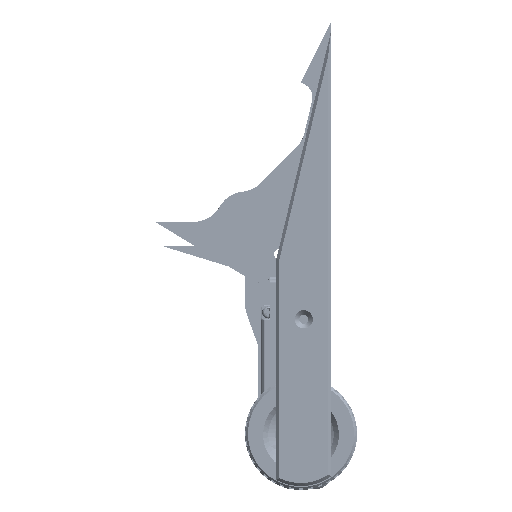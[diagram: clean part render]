
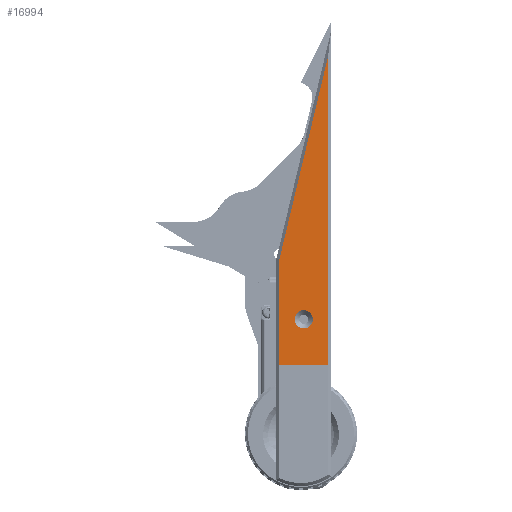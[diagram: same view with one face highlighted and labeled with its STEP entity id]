
A CAD part, left-side view. The second image highlights one B-rep face of the part: STEP entity #16994.
In plain terms, the highlighted free-form (B-spline) face has degree [1, 1] with [2, 2] control points.
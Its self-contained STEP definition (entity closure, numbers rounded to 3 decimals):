
#16235 = VERTEX_POINT('',#16236);
#16236 = CARTESIAN_POINT('',(-127.434,6.425,
    0.));
#16254 = EDGE_CURVE('',#16235,#16235,#16255,.T.);
#16255 = ( BOUNDED_CURVE() B_SPLINE_CURVE(2,(#16256,#16257,#16258,#16259
    ,#16260,#16261,#16262),.UNSPECIFIED.,.T.,.F.) 
B_SPLINE_CURVE_WITH_KNOTS((3,2,2,3),(3.142,5.236,
7.33,9.425),.PIECEWISE_BEZIER_KNOTS.) CURVE() 
GEOMETRIC_REPRESENTATION_ITEM() RATIONAL_B_SPLINE_CURVE((1.,0.5,1.,0.5,
1.,0.5,1.)) REPRESENTATION_ITEM('') );
#16256 = CARTESIAN_POINT('',(-127.434,6.425,
    0.));
#16257 = CARTESIAN_POINT('',(-127.434,6.425,
    5.564));
#16258 = CARTESIAN_POINT('',(-127.434,11.244,
    2.782));
#16259 = CARTESIAN_POINT('',(-127.434,16.063,
    0.));
#16260 = CARTESIAN_POINT('',(-127.434,11.244,
    -2.782));
#16261 = CARTESIAN_POINT('',(-127.434,6.425,
    -5.564));
#16262 = CARTESIAN_POINT('',(-127.434,6.425,
    0.));
#16819 = VERTEX_POINT('',#16820);
#16820 = CARTESIAN_POINT('',(-127.434,1.071,
    -16.063));
#16891 = VERTEX_POINT('',#16892);
#16892 = CARTESIAN_POINT('',(-127.434,18.205,
    -16.063));
#16911 = EDGE_CURVE('',#16912,#16891,#16914,.T.);
#16912 = VERTEX_POINT('',#16913);
#16913 = CARTESIAN_POINT('',(-127.434,18.205,
    21.291));
#16914 = B_SPLINE_CURVE_WITH_KNOTS('',1,(#16915,#16916),.UNSPECIFIED.,
  .F.,.F.,(2,2),(-17.382,17.5),
  .PIECEWISE_BEZIER_KNOTS.);
#16915 = CARTESIAN_POINT('',(-127.434,18.205,
    21.291));
#16916 = CARTESIAN_POINT('',(-127.434,18.205,
    -16.063));
#16932 = EDGE_CURVE('',#16933,#16912,#16935,.T.);
#16933 = VERTEX_POINT('',#16934);
#16934 = CARTESIAN_POINT('',(-127.434,1.071,
    92.682));
#16935 = B_SPLINE_CURVE_WITH_KNOTS('',1,(#16936,#16937),.UNSPECIFIED.,
  .F.,.F.,(2,2),(-85.695,-17.135),
  .PIECEWISE_BEZIER_KNOTS.);
#16936 = CARTESIAN_POINT('',(-127.434,1.071,
    92.682));
#16937 = CARTESIAN_POINT('',(-127.434,18.205,
    21.291));
#16967 = EDGE_CURVE('',#16819,#16933,#16968,.T.);
#16968 = B_SPLINE_CURVE_WITH_KNOTS('',1,(#16969,#16970),.UNSPECIFIED.,
  .F.,.F.,(2,2),(-17.5,84.048),
  .PIECEWISE_BEZIER_KNOTS.);
#16969 = CARTESIAN_POINT('',(-127.434,1.071,
    -16.063));
#16970 = CARTESIAN_POINT('',(-127.434,1.071,
    92.682));
#16994 = ADVANCED_FACE('',(#16995,#17005),#17008,.F.);
#16995 = FACE_BOUND('',#16996,.T.);
#16996 = EDGE_LOOP('',(#16997,#16998,#17003,#17004));
#16997 = ORIENTED_EDGE('',*,*,#16911,.T.);
#16998 = ORIENTED_EDGE('',*,*,#16999,.T.);
#16999 = EDGE_CURVE('',#16891,#16819,#17000,.T.);
#17000 = B_SPLINE_CURVE_WITH_KNOTS('',1,(#17001,#17002),.UNSPECIFIED.,
  .F.,.F.,(2,2),(1.,17.),.PIECEWISE_BEZIER_KNOTS.);
#17001 = CARTESIAN_POINT('',(-127.434,18.205,
    -16.063));
#17002 = CARTESIAN_POINT('',(-127.434,1.071,
    -16.063));
#17003 = ORIENTED_EDGE('',*,*,#16967,.T.);
#17004 = ORIENTED_EDGE('',*,*,#16932,.T.);
#17005 = FACE_BOUND('',#17006,.T.);
#17006 = EDGE_LOOP('',(#17007));
#17007 = ORIENTED_EDGE('',*,*,#16254,.F.);
#17008 = B_SPLINE_SURFACE_WITH_KNOTS('',1,1,(
    (#17009,#17010)
    ,(#17011,#17012
    )),.UNSPECIFIED.,.F.,.F.,.F.,(2,2),(2,2),(0.,101.548),(1.,
    17.),.PIECEWISE_BEZIER_KNOTS.);
#17009 = CARTESIAN_POINT('',(-127.434,18.205,
    -16.063));
#17010 = CARTESIAN_POINT('',(-127.434,1.071,
    -16.063));
#17011 = CARTESIAN_POINT('',(-127.434,18.205,
    92.682));
#17012 = CARTESIAN_POINT('',(-127.434,1.071,
    92.682));
